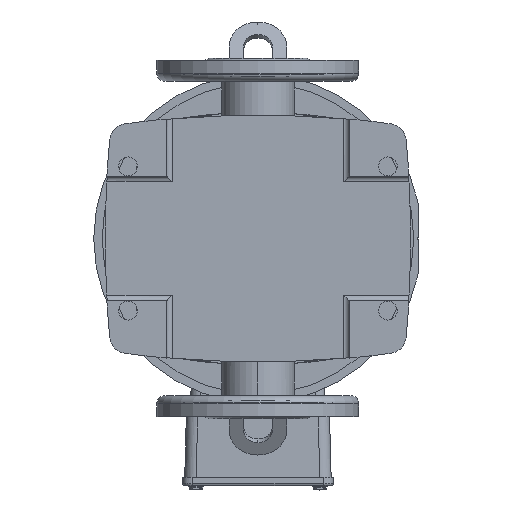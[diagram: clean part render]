
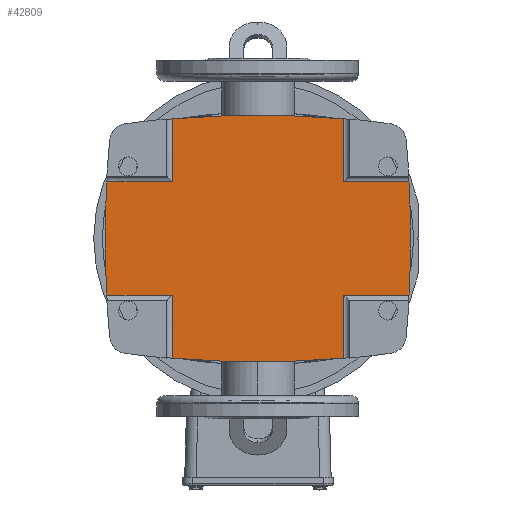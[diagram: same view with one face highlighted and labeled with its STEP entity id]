
A CAD part, front view. The second image highlights one B-rep face of the part: STEP entity #42809.
In plain terms, the highlighted planar face has unit normal (0, -1, 0).
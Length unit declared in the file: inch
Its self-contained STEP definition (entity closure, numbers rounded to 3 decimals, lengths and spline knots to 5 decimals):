
#588 = CARTESIAN_POINT ( 'NONE',  ( -3.26434, 0.19685, -2.33625 ) ) ;
#1753 = PLANE ( 'NONE',  #62315 ) ;
#1964 = CIRCLE ( 'NONE', #11051, 26.47079 ) ;
#2088 = CARTESIAN_POINT ( 'NONE',  ( 1.54265, 0.19685, -2.33625 ) ) ;
#3301 = EDGE_CURVE ( 'NONE', #56407, #26257, #30038, .T. ) ;
#4118 = VERTEX_POINT ( 'NONE', #16152 ) ;
#4453 = VERTEX_POINT ( 'NONE', #35284 ) ;
#4928 = VECTOR ( 'NONE', #52616, 39.37008 ) ;
#5037 = ORIENTED_EDGE ( 'NONE', *, *, #15365, .T. ) ;
#5197 = LINE ( 'NONE', #48029, #64779 ) ;
#5514 = AXIS2_PLACEMENT_3D ( 'NONE', #7409, #70756, #42192 ) ;
#5764 = ORIENTED_EDGE ( 'NONE', *, *, #33627, .F. ) ;
#5787 = EDGE_CURVE ( 'NONE', #56407, #4118, #11100, .T. ) ;
#6351 = FACE_OUTER_BOUND ( 'NONE', #73346, .T. ) ;
#6661 = CARTESIAN_POINT ( 'NONE',  ( 0., 0.19685, 23.10236 ) ) ;
#6955 = VERTEX_POINT ( 'NONE', #69885 ) ;
#7409 = CARTESIAN_POINT ( 'NONE',  ( 0., 0.19685, -23.10236 ) ) ;
#7909 = AXIS2_PLACEMENT_3D ( 'NONE', #58779, #46597, #24712 ) ;
#8076 = VERTEX_POINT ( 'NONE', #45193 ) ;
#8201 = EDGE_CURVE ( 'NONE', #6955, #8076, #62992, .T. ) ;
#8449 = CIRCLE ( 'NONE', #65908, 26.47079 ) ;
#8621 = LINE ( 'NONE', #10083, #55737 ) ;
#9236 = DIRECTION ( 'NONE',  ( 0., 0., 1. ) ) ;
#9239 = VECTOR ( 'NONE', #49290, 39.37008 ) ;
#9933 = EDGE_CURVE ( 'NONE', #8076, #62775, #39625, .T. ) ;
#10083 = CARTESIAN_POINT ( 'NONE',  ( -4.59646, 0.19685, -2.33625 ) ) ;
#11043 = EDGE_CURVE ( 'NONE', #4453, #60706, #37699, .T. ) ;
#11051 = AXIS2_PLACEMENT_3D ( 'NONE', #37716, #26236, #66268 ) ;
#11100 = LINE ( 'NONE', #18044, #4928 ) ;
#13747 = ORIENTED_EDGE ( 'NONE', *, *, #69463, .T. ) ;
#14247 = DIRECTION ( 'NONE',  ( 0., 0., 1. ) ) ;
#14250 = CARTESIAN_POINT ( 'NONE',  ( 1.54265, 0.19685, 2.33625 ) ) ;
#14728 = CARTESIAN_POINT ( 'NONE',  ( 0., 0.19685, 23.10236 ) ) ;
#14933 = VECTOR ( 'NONE', #42134, 39.37008 ) ;
#15365 = EDGE_CURVE ( 'NONE', #57768, #60706, #18063, .T. ) ;
#16152 = CARTESIAN_POINT ( 'NONE',  ( 3.26434, 0.19685, 2.33625 ) ) ;
#17219 = VERTEX_POINT ( 'NONE', #49035 ) ;
#18044 = CARTESIAN_POINT ( 'NONE',  ( -4.59646, 0.19685, 2.33625 ) ) ;
#18063 = CIRCLE ( 'NONE', #7909, 27.26527 ) ;
#21064 = DIRECTION ( 'NONE',  ( 0., 0., 1. ) ) ;
#21134 = VECTOR ( 'NONE', #21064, 39.37008 ) ;
#21587 = ORIENTED_EDGE ( 'NONE', *, *, #23687, .T. ) ;
#23687 = EDGE_CURVE ( 'NONE', #56403, #72021, #8449, .T. ) ;
#24712 = DIRECTION ( 'NONE',  ( 0., 0., 1. ) ) ;
#25292 = LINE ( 'NONE', #25518, #67112 ) ;
#25518 = CARTESIAN_POINT ( 'NONE',  ( -4.59646, 0.19685, -2.33625 ) ) ;
#26236 = DIRECTION ( 'NONE',  ( 0., 1., 0. ) ) ;
#26257 = VERTEX_POINT ( 'NONE', #36553 ) ;
#26361 = AXIS2_PLACEMENT_3D ( 'NONE', #14728, #36656, #14247 ) ;
#26794 = CARTESIAN_POINT ( 'NONE',  ( 1.54265, 0.19685, -4.59646 ) ) ;
#29107 = LINE ( 'NONE', #35537, #38072 ) ;
#29999 = EDGE_CURVE ( 'NONE', #4118, #70751, #1964, .T. ) ;
#30011 = DIRECTION ( 'NONE',  ( 1., 0., 0. ) ) ;
#30038 = LINE ( 'NONE', #47092, #14933 ) ;
#30756 = ORIENTED_EDGE ( 'NONE', *, *, #39365, .T. ) ;
#31961 = ORIENTED_EDGE ( 'NONE', *, *, #3301, .T. ) ;
#32679 = EDGE_CURVE ( 'NONE', #26257, #57768, #47000, .T. ) ;
#32692 = CARTESIAN_POINT ( 'NONE',  ( 3.26434, 0.19685, -2.33625 ) ) ;
#33627 = EDGE_CURVE ( 'NONE', #56403, #4453, #29107, .T. ) ;
#35004 = DIRECTION ( 'NONE',  ( 0., 1., 0. ) ) ;
#35284 = CARTESIAN_POINT ( 'NONE',  ( -1.54265, 0.19685, 2.33625 ) ) ;
#35537 = CARTESIAN_POINT ( 'NONE',  ( -4.59646, 0.19685, 2.33625 ) ) ;
#35945 = ORIENTED_EDGE ( 'NONE', *, *, #50625, .T. ) ;
#36553 = CARTESIAN_POINT ( 'NONE',  ( 1.54265, 0.19685, 4.11924 ) ) ;
#36656 = DIRECTION ( 'NONE',  ( 0., 1., 0. ) ) ;
#37699 = LINE ( 'NONE', #66450, #9239 ) ;
#37716 = CARTESIAN_POINT ( 'NONE',  ( -23.10315, 0.19685, 0. ) ) ;
#37835 = DIRECTION ( 'NONE',  ( 0., -1., 0. ) ) ;
#38072 = VECTOR ( 'NONE', #30011, 39.37008 ) ;
#38112 = LINE ( 'NONE', #26794, #21134 ) ;
#39241 = CARTESIAN_POINT ( 'NONE',  ( 0., 0.19685, 4.16291 ) ) ;
#39365 = EDGE_CURVE ( 'NONE', #65241, #70751, #8621, .T. ) ;
#39625 = CIRCLE ( 'NONE', #26361, 27.26527 ) ;
#41540 = ORIENTED_EDGE ( 'NONE', *, *, #5787, .F. ) ;
#42134 = DIRECTION ( 'NONE',  ( 0., 0., 1. ) ) ;
#42192 = DIRECTION ( 'NONE',  ( 0., 0., 1. ) ) ;
#42471 = DIRECTION ( 'NONE',  ( 0., 1., 0. ) ) ;
#42689 = DIRECTION ( 'NONE',  ( 1., 0., 0. ) ) ;
#42809 = ADVANCED_FACE ( 'NONE', ( #6351 ), #1753, .F. ) ;
#43064 = CARTESIAN_POINT ( 'NONE',  ( -3.26434, 0.19685, 2.33625 ) ) ;
#45036 = ORIENTED_EDGE ( 'NONE', *, *, #32679, .T. ) ;
#45193 = CARTESIAN_POINT ( 'NONE',  ( 0., 0.19685, -4.16291 ) ) ;
#46597 = DIRECTION ( 'NONE',  ( 0., -1., 0. ) ) ;
#47000 = CIRCLE ( 'NONE', #5514, 27.26527 ) ;
#47092 = CARTESIAN_POINT ( 'NONE',  ( 1.54265, 0.19685, -4.59646 ) ) ;
#47682 = DIRECTION ( 'NONE',  ( 0., 0., 1. ) ) ;
#48029 = CARTESIAN_POINT ( 'NONE',  ( -1.54265, 0.19685, -4.59646 ) ) ;
#48481 = CARTESIAN_POINT ( 'NONE',  ( 23.10315, 0.19685, 0. ) ) ;
#49035 = CARTESIAN_POINT ( 'NONE',  ( -1.54265, 0.19685, -2.33625 ) ) ;
#49290 = DIRECTION ( 'NONE',  ( 0., 0., 1. ) ) ;
#49651 = ORIENTED_EDGE ( 'NONE', *, *, #29999, .F. ) ;
#50625 = EDGE_CURVE ( 'NONE', #6955, #65241, #38112, .T. ) ;
#51644 = DIRECTION ( 'NONE',  ( 0., 0., 1. ) ) ;
#52616 = DIRECTION ( 'NONE',  ( 1., 0., 0. ) ) ;
#54312 = ORIENTED_EDGE ( 'NONE', *, *, #11043, .F. ) ;
#55280 = ORIENTED_EDGE ( 'NONE', *, *, #8201, .F. ) ;
#55367 = ORIENTED_EDGE ( 'NONE', *, *, #60592, .F. ) ;
#55737 = VECTOR ( 'NONE', #66251, 39.37008 ) ;
#56403 = VERTEX_POINT ( 'NONE', #43064 ) ;
#56407 = VERTEX_POINT ( 'NONE', #14250 ) ;
#57768 = VERTEX_POINT ( 'NONE', #39241 ) ;
#58779 = CARTESIAN_POINT ( 'NONE',  ( 0., 0.19685, -23.10236 ) ) ;
#60592 = EDGE_CURVE ( 'NONE', #62775, #17219, #5197, .T. ) ;
#60706 = VERTEX_POINT ( 'NONE', #72122 ) ;
#62315 = AXIS2_PLACEMENT_3D ( 'NONE', #64826, #42471, #47682 ) ;
#62635 = ORIENTED_EDGE ( 'NONE', *, *, #9933, .F. ) ;
#62775 = VERTEX_POINT ( 'NONE', #73086 ) ;
#62992 = CIRCLE ( 'NONE', #71017, 27.26527 ) ;
#64779 = VECTOR ( 'NONE', #70900, 39.37008 ) ;
#64826 = CARTESIAN_POINT ( 'NONE',  ( -1.54265, 0.19685, -4.59646 ) ) ;
#65241 = VERTEX_POINT ( 'NONE', #2088 ) ;
#65908 = AXIS2_PLACEMENT_3D ( 'NONE', #48481, #37835, #9236 ) ;
#66251 = DIRECTION ( 'NONE',  ( 1., 0., 0. ) ) ;
#66268 = DIRECTION ( 'NONE',  ( 0., 0., 1. ) ) ;
#66450 = CARTESIAN_POINT ( 'NONE',  ( -1.54265, 0.19685, -4.59646 ) ) ;
#67112 = VECTOR ( 'NONE', #42689, 39.37008 ) ;
#69463 = EDGE_CURVE ( 'NONE', #72021, #17219, #25292, .T. ) ;
#69885 = CARTESIAN_POINT ( 'NONE',  ( 1.54265, 0.19685, -4.11924 ) ) ;
#70751 = VERTEX_POINT ( 'NONE', #32692 ) ;
#70756 = DIRECTION ( 'NONE',  ( 0., -1., 0. ) ) ;
#70900 = DIRECTION ( 'NONE',  ( 0., 0., 1. ) ) ;
#71017 = AXIS2_PLACEMENT_3D ( 'NONE', #6661, #35004, #51644 ) ;
#72021 = VERTEX_POINT ( 'NONE', #588 ) ;
#72122 = CARTESIAN_POINT ( 'NONE',  ( -1.54265, 0.19685, 4.11924 ) ) ;
#73086 = CARTESIAN_POINT ( 'NONE',  ( -1.54265, 0.19685, -4.11924 ) ) ;
#73346 = EDGE_LOOP ( 'NONE', ( #54312, #5764, #21587, #13747, #55367, #62635, #55280, #35945, #30756, #49651, #41540, #31961, #45036, #5037 ) ) ;
